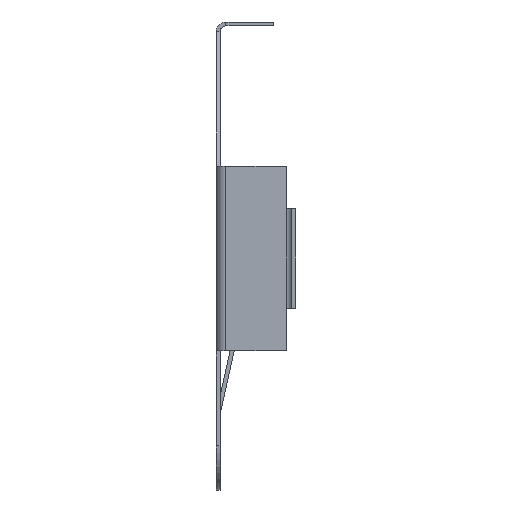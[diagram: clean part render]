
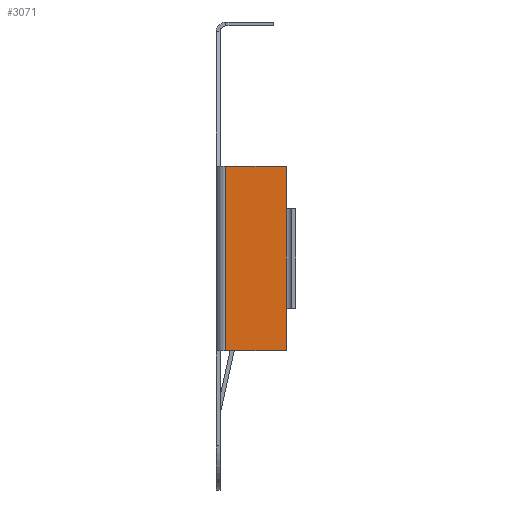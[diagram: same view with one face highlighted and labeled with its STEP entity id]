
A CAD part, left-side view. The second image highlights one B-rep face of the part: STEP entity #3071.
In plain terms, the highlighted planar face has unit normal (-1, 0, 0).
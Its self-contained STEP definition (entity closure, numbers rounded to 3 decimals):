
#182 = CARTESIAN_POINT ( 'NONE',  ( -11.925, 0.5, 5.085 ) ) ;
#268 = ORIENTED_EDGE ( 'NONE', *, *, #2043, .T. ) ;
#316 = EDGE_LOOP ( 'NONE', ( #2538, #1756, #268, #3349, #1560, #2536 ) ) ;
#332 = CARTESIAN_POINT ( 'NONE',  ( -11.925, 0.5, 5.085 ) ) ;
#398 = DIRECTION ( 'NONE',  ( 0., 0., 1. ) ) ;
#539 = DIRECTION ( 'NONE',  ( 0., 0., 1. ) ) ;
#597 = DIRECTION ( 'NONE',  ( 0., 1., 0. ) ) ;
#644 = CARTESIAN_POINT ( 'NONE',  ( -11.925, 0.5, -4.335 ) ) ;
#658 = DIRECTION ( 'NONE',  ( 0., 1., 0. ) ) ;
#771 = AXIS2_PLACEMENT_3D ( 'NONE', #2592, #2882, #658 ) ;
#879 = VERTEX_POINT ( 'NONE', #644 ) ;
#908 = VERTEX_POINT ( 'NONE', #182 ) ;
#948 = VERTEX_POINT ( 'NONE', #982 ) ;
#958 = CARTESIAN_POINT ( 'NONE',  ( -11.925, 0.5, -2.165 ) ) ;
#982 = CARTESIAN_POINT ( 'NONE',  ( -11.925, 3.56, 5.085 ) ) ;
#991 = VECTOR ( 'NONE', #398, 1000. ) ;
#1023 = CARTESIAN_POINT ( 'NONE',  ( -11.925, 0.5, 2.915 ) ) ;
#1041 = CARTESIAN_POINT ( 'NONE',  ( -11.925, 0.5, 0. ) ) ;
#1280 = DIRECTION ( 'NONE',  ( 0., -1., 0. ) ) ;
#1329 = LINE ( 'NONE', #2966, #3042 ) ;
#1351 = EDGE_CURVE ( 'NONE', #2511, #879, #1329, .T. ) ;
#1361 = VECTOR ( 'NONE', #539, 1000. ) ;
#1455 = DIRECTION ( 'NONE',  ( 0., 0., -1. ) ) ;
#1560 = ORIENTED_EDGE ( 'NONE', *, *, #2664, .F. ) ;
#1588 = VECTOR ( 'NONE', #1455, 1000. ) ;
#1756 = ORIENTED_EDGE ( 'NONE', *, *, #1351, .T. ) ;
#1759 = VECTOR ( 'NONE', #2467, 1000. ) ;
#1885 = VECTOR ( 'NONE', #597, 1000. ) ;
#1886 = VERTEX_POINT ( 'NONE', #1023 ) ;
#2043 = EDGE_CURVE ( 'NONE', #879, #2797, #3562, .T. ) ;
#2060 = PLANE ( 'NONE',  #771 ) ;
#2262 = LINE ( 'NONE', #2909, #991 ) ;
#2271 = FACE_OUTER_BOUND ( 'NONE', #316, .T. ) ;
#2396 = EDGE_CURVE ( 'NONE', #908, #948, #2768, .T. ) ;
#2467 = DIRECTION ( 'NONE',  ( 0., 0., 1. ) ) ;
#2482 = LINE ( 'NONE', #1041, #1759 ) ;
#2511 = VERTEX_POINT ( 'NONE', #2982 ) ;
#2536 = ORIENTED_EDGE ( 'NONE', *, *, #2396, .T. ) ;
#2538 = ORIENTED_EDGE ( 'NONE', *, *, #3620, .F. ) ;
#2592 = CARTESIAN_POINT ( 'NONE',  ( -11.925, 0., 0. ) ) ;
#2597 = CARTESIAN_POINT ( 'NONE',  ( -11.925, 0., 5.085 ) ) ;
#2664 = EDGE_CURVE ( 'NONE', #908, #1886, #3025, .T. ) ;
#2768 = LINE ( 'NONE', #2597, #1885 ) ;
#2797 = VERTEX_POINT ( 'NONE', #958 ) ;
#2852 = EDGE_CURVE ( 'NONE', #2797, #1886, #2482, .T. ) ;
#2882 = DIRECTION ( 'NONE',  ( 1., 0., 0. ) ) ;
#2909 = CARTESIAN_POINT ( 'NONE',  ( -11.925, 3.56, 5.085 ) ) ;
#2966 = CARTESIAN_POINT ( 'NONE',  ( -11.925, 0., -4.335 ) ) ;
#2982 = CARTESIAN_POINT ( 'NONE',  ( -11.925, 3.56, -4.335 ) ) ;
#3025 = LINE ( 'NONE', #332, #1588 ) ;
#3042 = VECTOR ( 'NONE', #1280, 1000. ) ;
#3071 = ADVANCED_FACE ( 'NONE', ( #2271 ), #2060, .F. ) ;
#3349 = ORIENTED_EDGE ( 'NONE', *, *, #2852, .T. ) ;
#3562 = LINE ( 'NONE', #3602, #1361 ) ;
#3602 = CARTESIAN_POINT ( 'NONE',  ( -11.925, 0.5, 0. ) ) ;
#3620 = EDGE_CURVE ( 'NONE', #2511, #948, #2262, .T. ) ;
